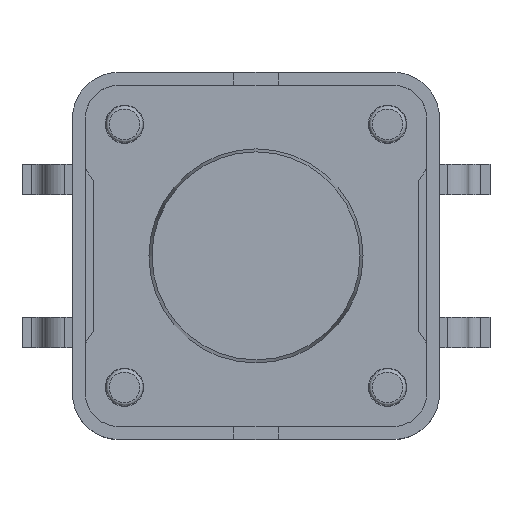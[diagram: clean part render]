
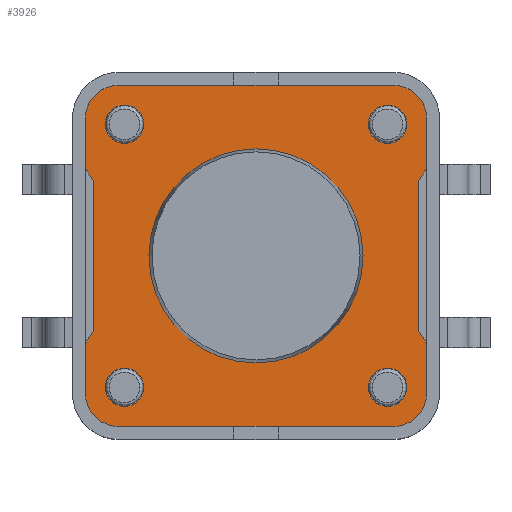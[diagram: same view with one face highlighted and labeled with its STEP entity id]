
A CAD part, top view. The second image highlights one B-rep face of the part: STEP entity #3926.
In plain terms, the highlighted planar face has unit normal (0, 0, 1).
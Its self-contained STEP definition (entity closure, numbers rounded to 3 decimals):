
#76=CIRCLE('',#5162,1.08);
#77=CIRCLE('',#5163,1.08);
#78=CIRCLE('',#5164,1.08);
#79=CIRCLE('',#5165,1.08);
#80=CIRCLE('',#5166,0.625);
#81=CIRCLE('',#5167,0.625);
#82=CIRCLE('',#5168,0.625);
#83=CIRCLE('',#5169,0.625);
#84=CIRCLE('',#5170,3.5);
#446=ORIENTED_EDGE('',*,*,#1454,.F.);
#447=ORIENTED_EDGE('',*,*,#1427,.T.);
#448=ORIENTED_EDGE('',*,*,#1455,.T.);
#449=ORIENTED_EDGE('',*,*,#1456,.T.);
#450=ORIENTED_EDGE('',*,*,#1457,.T.);
#451=ORIENTED_EDGE('',*,*,#1430,.T.);
#452=ORIENTED_EDGE('',*,*,#1458,.T.);
#453=ORIENTED_EDGE('',*,*,#1459,.T.);
#454=ORIENTED_EDGE('',*,*,#1460,.T.);
#455=ORIENTED_EDGE('',*,*,#1432,.T.);
#456=ORIENTED_EDGE('',*,*,#1461,.T.);
#457=ORIENTED_EDGE('',*,*,#1462,.T.);
#458=ORIENTED_EDGE('',*,*,#1463,.T.);
#459=ORIENTED_EDGE('',*,*,#1464,.T.);
#460=ORIENTED_EDGE('',*,*,#1465,.F.);
#461=ORIENTED_EDGE('',*,*,#1466,.F.);
#462=ORIENTED_EDGE('',*,*,#1467,.F.);
#463=ORIENTED_EDGE('',*,*,#1468,.T.);
#464=ORIENTED_EDGE('',*,*,#1469,.F.);
#465=ORIENTED_EDGE('',*,*,#1470,.T.);
#466=ORIENTED_EDGE('',*,*,#1471,.T.);
#1427=EDGE_CURVE('',#1948,#1950,#2342,.T.);
#1430=EDGE_CURVE('',#1954,#1953,#2345,.T.);
#1432=EDGE_CURVE('',#1955,#1956,#2347,.T.);
#1454=EDGE_CURVE('',#1948,#1974,#2360,.T.);
#1455=EDGE_CURVE('',#1950,#1975,#76,.T.);
#1456=EDGE_CURVE('',#1975,#1976,#2361,.T.);
#1457=EDGE_CURVE('',#1976,#1954,#77,.T.);
#1458=EDGE_CURVE('',#1953,#1977,#2362,.T.);
#1459=EDGE_CURVE('',#1977,#1978,#2363,.T.);
#1460=EDGE_CURVE('',#1978,#1955,#2364,.T.);
#1461=EDGE_CURVE('',#1956,#1979,#78,.T.);
#1462=EDGE_CURVE('',#1979,#1980,#2365,.T.);
#1463=EDGE_CURVE('',#1980,#1981,#79,.T.);
#1464=EDGE_CURVE('',#1981,#1982,#2366,.T.);
#1465=EDGE_CURVE('',#1983,#1982,#2367,.T.);
#1466=EDGE_CURVE('',#1974,#1983,#2368,.T.);
#1467=EDGE_CURVE('',#1984,#1984,#80,.T.);
#1468=EDGE_CURVE('',#1985,#1985,#81,.T.);
#1469=EDGE_CURVE('',#1986,#1986,#82,.T.);
#1470=EDGE_CURVE('',#1987,#1987,#83,.T.);
#1471=EDGE_CURVE('',#1988,#1988,#84,.T.);
#1948=VERTEX_POINT('',#6809);
#1950=VERTEX_POINT('',#6813);
#1953=VERTEX_POINT('',#6820);
#1954=VERTEX_POINT('',#6822);
#1955=VERTEX_POINT('',#6826);
#1956=VERTEX_POINT('',#6827);
#1974=VERTEX_POINT('',#6869);
#1975=VERTEX_POINT('',#6871);
#1976=VERTEX_POINT('',#6873);
#1977=VERTEX_POINT('',#6876);
#1978=VERTEX_POINT('',#6878);
#1979=VERTEX_POINT('',#6881);
#1980=VERTEX_POINT('',#6883);
#1981=VERTEX_POINT('',#6885);
#1982=VERTEX_POINT('',#6887);
#1983=VERTEX_POINT('',#6889);
#1984=VERTEX_POINT('',#6892);
#1985=VERTEX_POINT('',#6894);
#1986=VERTEX_POINT('',#6896);
#1987=VERTEX_POINT('',#6898);
#1988=VERTEX_POINT('',#6900);
#2342=LINE('',#6814,#2778);
#2345=LINE('',#6821,#2781);
#2347=LINE('',#6825,#2783);
#2360=LINE('',#6868,#2796);
#2361=LINE('',#6872,#2797);
#2362=LINE('',#6875,#2798);
#2363=LINE('',#6877,#2799);
#2364=LINE('',#6879,#2800);
#2365=LINE('',#6882,#2801);
#2366=LINE('',#6886,#2802);
#2367=LINE('',#6888,#2803);
#2368=LINE('',#6890,#2804);
#2778=VECTOR('',#5654,1000.);
#2781=VECTOR('',#5659,1000.);
#2783=VECTOR('',#5663,1000.);
#2796=VECTOR('',#5698,1000.);
#2797=VECTOR('',#5701,1000.);
#2798=VECTOR('',#5704,1000.);
#2799=VECTOR('',#5705,1000.);
#2800=VECTOR('',#5706,1000.);
#2801=VECTOR('',#5709,1000.);
#2802=VECTOR('',#5712,1000.);
#2803=VECTOR('',#5713,1000.);
#2804=VECTOR('',#5714,1000.);
#3196=EDGE_LOOP('',(#446,#447,#448,#449,#450,#451,#452,#453,#454,#455,#456,
#457,#458,#459,#460,#461));
#3197=EDGE_LOOP('',(#462));
#3198=EDGE_LOOP('',(#463));
#3199=EDGE_LOOP('',(#464));
#3200=EDGE_LOOP('',(#465));
#3201=EDGE_LOOP('',(#466));
#3478=FACE_BOUND('',#3196,.T.);
#3479=FACE_BOUND('',#3197,.T.);
#3480=FACE_BOUND('',#3198,.T.);
#3481=FACE_BOUND('',#3199,.T.);
#3482=FACE_BOUND('',#3200,.T.);
#3483=FACE_BOUND('',#3201,.T.);
#3741=PLANE('',#5161);
#3926=ADVANCED_FACE('',(#3478,#3479,#3480,#3481,#3482,#3483),#3741,.T.);
#5161=AXIS2_PLACEMENT_3D('',#6867,#5696,#5697);
#5162=AXIS2_PLACEMENT_3D('',#6870,#5699,#5700);
#5163=AXIS2_PLACEMENT_3D('',#6874,#5702,#5703);
#5164=AXIS2_PLACEMENT_3D('',#6880,#5707,#5708);
#5165=AXIS2_PLACEMENT_3D('',#6884,#5710,#5711);
#5166=AXIS2_PLACEMENT_3D('',#6891,#5715,#5716);
#5167=AXIS2_PLACEMENT_3D('',#6893,#5717,#5718);
#5168=AXIS2_PLACEMENT_3D('',#6895,#5719,#5720);
#5169=AXIS2_PLACEMENT_3D('',#6897,#5721,#5722);
#5170=AXIS2_PLACEMENT_3D('',#6899,#5723,#5724);
#5654=DIRECTION('',(0.,1.,0.));
#5659=DIRECTION('',(0.,-1.,0.));
#5663=DIRECTION('',(0.,-1.,0.));
#5696=DIRECTION('',(0.,0.,1.));
#5697=DIRECTION('',(1.,0.,0.));
#5698=DIRECTION('',(-0.55,-0.835,0.));
#5699=DIRECTION('',(0.,0.,1.));
#5700=DIRECTION('',(-1.,0.,0.));
#5701=DIRECTION('',(-1.,0.,0.));
#5702=DIRECTION('',(0.,0.,1.));
#5703=DIRECTION('',(1.,0.,0.));
#5704=DIRECTION('',(0.55,-0.835,0.));
#5705=DIRECTION('',(0.,-1.,0.));
#5706=DIRECTION('',(-0.55,-0.835,0.));
#5707=DIRECTION('',(0.,0.,1.));
#5708=DIRECTION('',(1.,0.,0.));
#5709=DIRECTION('',(1.,0.,0.));
#5710=DIRECTION('',(0.,0.,1.));
#5711=DIRECTION('',(-1.,0.,0.));
#5712=DIRECTION('',(0.,1.,0.));
#5713=DIRECTION('',(0.55,-0.835,0.));
#5714=DIRECTION('',(0.,-1.,0.));
#5715=DIRECTION('',(0.,0.,1.));
#5716=DIRECTION('',(0.,1.,0.));
#5717=DIRECTION('',(0.,0.,-1.));
#5718=DIRECTION('',(0.,1.,0.));
#5719=DIRECTION('',(0.,0.,1.));
#5720=DIRECTION('',(0.,1.,0.));
#5721=DIRECTION('',(0.,0.,-1.));
#5722=DIRECTION('',(0.,1.,0.));
#5723=DIRECTION('',(0.,0.,-1.));
#5724=DIRECTION('',(0.,1.,0.));
#6809=CARTESIAN_POINT('',(5.575,2.85,0.));
#6813=CARTESIAN_POINT('',(5.575,4.495,0.));
#6814=CARTESIAN_POINT('',(5.575,-4.495,0.));
#6820=CARTESIAN_POINT('',(-5.575,2.85,0.));
#6821=CARTESIAN_POINT('',(-5.575,4.495,0.));
#6822=CARTESIAN_POINT('',(-5.575,4.495,0.));
#6825=CARTESIAN_POINT('',(-5.575,4.495,0.));
#6826=CARTESIAN_POINT('',(-5.575,-2.85,0.));
#6827=CARTESIAN_POINT('',(-5.575,-4.495,0.));
#6867=CARTESIAN_POINT('',(-4.495,-4.495,0.));
#6868=CARTESIAN_POINT('',(5.575,2.85,0.));
#6869=CARTESIAN_POINT('',(5.3,2.432,0.));
#6870=CARTESIAN_POINT('',(4.495,4.495,0.));
#6871=CARTESIAN_POINT('',(4.495,5.575,0.));
#6872=CARTESIAN_POINT('',(4.495,5.575,0.));
#6873=CARTESIAN_POINT('',(-4.495,5.575,0.));
#6874=CARTESIAN_POINT('',(-4.495,4.495,0.));
#6875=CARTESIAN_POINT('',(-5.575,2.85,0.));
#6876=CARTESIAN_POINT('',(-5.3,2.432,0.));
#6877=CARTESIAN_POINT('',(-5.3,2.432,0.));
#6878=CARTESIAN_POINT('',(-5.3,-2.432,0.));
#6879=CARTESIAN_POINT('',(-5.3,-2.432,0.));
#6880=CARTESIAN_POINT('',(-4.495,-4.495,0.));
#6881=CARTESIAN_POINT('',(-4.495,-5.575,0.));
#6882=CARTESIAN_POINT('',(-4.495,-5.575,0.));
#6883=CARTESIAN_POINT('',(4.495,-5.575,0.));
#6884=CARTESIAN_POINT('',(4.495,-4.495,0.));
#6885=CARTESIAN_POINT('',(5.575,-4.495,0.));
#6886=CARTESIAN_POINT('',(5.575,-4.495,0.));
#6887=CARTESIAN_POINT('',(5.575,-2.85,0.));
#6888=CARTESIAN_POINT('',(5.3,-2.432,0.));
#6889=CARTESIAN_POINT('',(5.3,-2.432,0.));
#6890=CARTESIAN_POINT('',(5.3,2.432,0.));
#6891=CARTESIAN_POINT('',(4.3,-4.3,0.));
#6892=CARTESIAN_POINT('',(4.3,-3.675,0.));
#6893=CARTESIAN_POINT('',(4.3,4.3,0.));
#6894=CARTESIAN_POINT('',(4.3,4.925,0.));
#6895=CARTESIAN_POINT('',(-4.3,4.3,0.));
#6896=CARTESIAN_POINT('',(-4.3,4.925,0.));
#6897=CARTESIAN_POINT('',(-4.3,-4.3,0.));
#6898=CARTESIAN_POINT('',(-4.3,-3.675,0.));
#6899=CARTESIAN_POINT('',(0.,0.,0.));
#6900=CARTESIAN_POINT('',(0.,3.5,0.));
